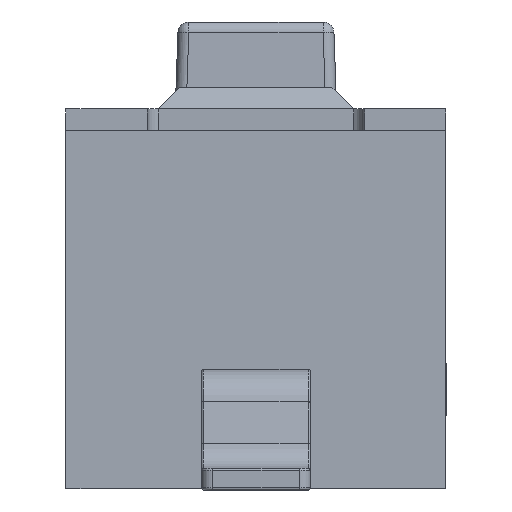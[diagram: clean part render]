
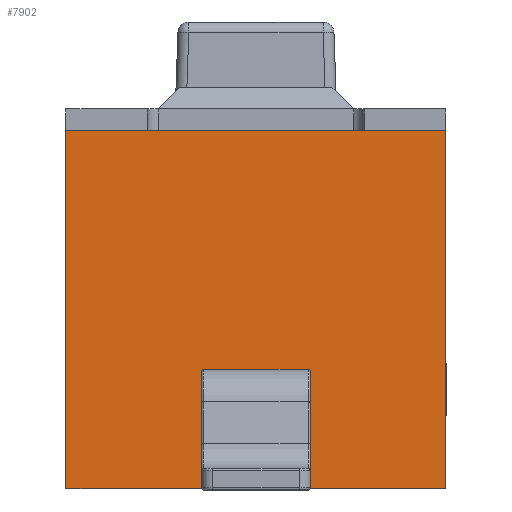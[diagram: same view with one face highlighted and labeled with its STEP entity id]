
A CAD part, left-side view. The second image highlights one B-rep face of the part: STEP entity #7902.
In plain terms, the highlighted planar face has unit normal (-1, 0, 0).
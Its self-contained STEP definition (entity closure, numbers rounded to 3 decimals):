
#374 = ORIENTED_EDGE ( 'NONE', *, *, #9837, .T. ) ;
#381 = LINE ( 'NONE', #12951, #15573 ) ;
#389 = ORIENTED_EDGE ( 'NONE', *, *, #6345, .F. ) ;
#542 = VERTEX_POINT ( 'NONE', #9644 ) ;
#641 = VERTEX_POINT ( 'NONE', #7266 ) ;
#787 = EDGE_CURVE ( 'NONE', #5787, #10781, #381, .T. ) ;
#983 = EDGE_CURVE ( 'NONE', #17375, #11888, #3342, .T. ) ;
#1173 = ORIENTED_EDGE ( 'NONE', *, *, #3131, .T. ) ;
#1296 = VECTOR ( 'NONE', #9322, 1000. ) ;
#1308 = EDGE_CURVE ( 'NONE', #17512, #12043, #16495, .T. ) ;
#1396 = CARTESIAN_POINT ( 'NONE',  ( -3., 0.48, 1.08 ) ) ;
#1483 = CARTESIAN_POINT ( 'NONE',  ( -3., 0.48, 0.92 ) ) ;
#1579 = VERTEX_POINT ( 'NONE', #14806 ) ;
#1623 = ORIENTED_EDGE ( 'NONE', *, *, #1308, .F. ) ;
#1641 = VECTOR ( 'NONE', #18670, 1000. ) ;
#2376 = AXIS2_PLACEMENT_3D ( 'NONE', #6193, #6499, #3136 ) ;
#2631 = AXIS2_PLACEMENT_3D ( 'NONE', #18999, #15566, #20244 ) ;
#2848 = EDGE_CURVE ( 'NONE', #3391, #18319, #17338, .T. ) ;
#2849 = PLANE ( 'NONE',  #20257 ) ;
#2871 = CARTESIAN_POINT ( 'NONE',  ( -3., 0.5, 0.9 ) ) ;
#3131 = EDGE_CURVE ( 'NONE', #12829, #17240, #5693, .T. ) ;
#3136 = DIRECTION ( 'NONE',  ( 0., 1., 0. ) ) ;
#3180 = VERTEX_POINT ( 'NONE', #14513 ) ;
#3342 = CIRCLE ( 'NONE', #12116, 0.02 ) ;
#3391 = VERTEX_POINT ( 'NONE', #4713 ) ;
#3459 = CARTESIAN_POINT ( 'NONE',  ( -3., 0.5, 0. ) ) ;
#3807 = DIRECTION ( 'NONE',  ( 0., -1., 0. ) ) ;
#4509 = ORIENTED_EDGE ( 'NONE', *, *, #5573, .F. ) ;
#4713 = CARTESIAN_POINT ( 'NONE',  ( -3., 0.48, 0.9 ) ) ;
#4748 = DIRECTION ( 'NONE',  ( 0., 1., 0. ) ) ;
#4801 = DIRECTION ( 'NONE',  ( 0., -1., 0. ) ) ;
#5368 = CARTESIAN_POINT ( 'NONE',  ( -3., -0.5, 1.1 ) ) ;
#5559 = VECTOR ( 'NONE', #3807, 1000. ) ;
#5573 = EDGE_CURVE ( 'NONE', #12043, #17240, #17238, .T. ) ;
#5670 = DIRECTION ( 'NONE',  ( 0., 1., 0. ) ) ;
#5693 = LINE ( 'NONE', #12147, #1641 ) ;
#5787 = VERTEX_POINT ( 'NONE', #17021 ) ;
#5936 = DIRECTION ( 'NONE',  ( 1., 0., 0. ) ) ;
#6193 = CARTESIAN_POINT ( 'NONE',  ( -3., -0.48, 0.92 ) ) ;
#6291 = ORIENTED_EDGE ( 'NONE', *, *, #16657, .F. ) ;
#6345 = EDGE_CURVE ( 'NONE', #17375, #20129, #8850, .T. ) ;
#6499 = DIRECTION ( 'NONE',  ( 1., 0., 0. ) ) ;
#6845 = VECTOR ( 'NONE', #14356, 1000. ) ;
#7266 = CARTESIAN_POINT ( 'NONE',  ( -3., 0.5, 0.2 ) ) ;
#7342 = DIRECTION ( 'NONE',  ( 0., 0., -1. ) ) ;
#7391 = DIRECTION ( 'NONE',  ( 0., 0., 1. ) ) ;
#7652 = CARTESIAN_POINT ( 'NONE',  ( -3., -0.5, 0.2 ) ) ;
#7885 = VERTEX_POINT ( 'NONE', #16067 ) ;
#7902 = ADVANCED_FACE ( 'NONE', ( #18882, #9521 ), #2849, .F. ) ;
#8148 = ORIENTED_EDGE ( 'NONE', *, *, #12836, .T. ) ;
#8168 = VECTOR ( 'NONE', #15580, 1000. ) ;
#8260 = CARTESIAN_POINT ( 'NONE',  ( -3., 0.5, 1.08 ) ) ;
#8382 = ORIENTED_EDGE ( 'NONE', *, *, #11532, .T. ) ;
#8439 = EDGE_CURVE ( 'NONE', #3180, #641, #17459, .T. ) ;
#8802 = CIRCLE ( 'NONE', #2376, 0.02 ) ;
#8827 = CARTESIAN_POINT ( 'NONE',  ( -3., 1.75, 3.3 ) ) ;
#8850 = LINE ( 'NONE', #10357, #13608 ) ;
#8953 = EDGE_CURVE ( 'NONE', #7885, #11888, #13746, .T. ) ;
#9322 = DIRECTION ( 'NONE',  ( 0., -1., 0. ) ) ;
#9384 = CIRCLE ( 'NONE', #2631, 0.02 ) ;
#9509 = CARTESIAN_POINT ( 'NONE',  ( -3., 1.75, 3.3 ) ) ;
#9521 = FACE_OUTER_BOUND ( 'NONE', #13766, .T. ) ;
#9644 = CARTESIAN_POINT ( 'NONE',  ( -3., -0.5, 0.92 ) ) ;
#9837 = EDGE_CURVE ( 'NONE', #3391, #20129, #15290, .T. ) ;
#9882 = CARTESIAN_POINT ( 'NONE',  ( -3., -0.48, 0.9 ) ) ;
#10004 = ORIENTED_EDGE ( 'NONE', *, *, #2848, .F. ) ;
#10233 = EDGE_CURVE ( 'NONE', #17512, #5787, #15489, .T. ) ;
#10266 = ORIENTED_EDGE ( 'NONE', *, *, #10384, .T. ) ;
#10357 = CARTESIAN_POINT ( 'NONE',  ( -3., 0.5, 1.1 ) ) ;
#10369 = ORIENTED_EDGE ( 'NONE', *, *, #8439, .F. ) ;
#10384 = EDGE_CURVE ( 'NONE', #3180, #12829, #19023, .T. ) ;
#10721 = LINE ( 'NONE', #17141, #8168 ) ;
#10781 = VERTEX_POINT ( 'NONE', #3459 ) ;
#11139 = CARTESIAN_POINT ( 'NONE',  ( -3., -1.75, 0. ) ) ;
#11332 = ORIENTED_EDGE ( 'NONE', *, *, #8953, .F. ) ;
#11418 = VECTOR ( 'NONE', #14115, 1000. ) ;
#11423 = DIRECTION ( 'NONE',  ( 1., 0., 0. ) ) ;
#11532 = EDGE_CURVE ( 'NONE', #7885, #1579, #9384, .T. ) ;
#11842 = CARTESIAN_POINT ( 'NONE',  ( -3., -1.75, 3.3 ) ) ;
#11888 = VERTEX_POINT ( 'NONE', #16134 ) ;
#12043 = VERTEX_POINT ( 'NONE', #17956 ) ;
#12116 = AXIS2_PLACEMENT_3D ( 'NONE', #1396, #5936, #17045 ) ;
#12147 = CARTESIAN_POINT ( 'NONE',  ( -3., -1.75, 0. ) ) ;
#12470 = ORIENTED_EDGE ( 'NONE', *, *, #787, .T. ) ;
#12754 = VECTOR ( 'NONE', #7342, 1000. ) ;
#12829 = VERTEX_POINT ( 'NONE', #14968 ) ;
#12836 = EDGE_CURVE ( 'NONE', #542, #18319, #8802, .T. ) ;
#12890 = AXIS2_PLACEMENT_3D ( 'NONE', #1483, #11423, #4748 ) ;
#12951 = CARTESIAN_POINT ( 'NONE',  ( -3., -1.75, 0. ) ) ;
#13514 = DIRECTION ( 'NONE',  ( 0., 0., -1. ) ) ;
#13608 = VECTOR ( 'NONE', #13514, 1000. ) ;
#13746 = LINE ( 'NONE', #20120, #14617 ) ;
#13766 = EDGE_LOOP ( 'NONE', ( #12470, #14024, #10369, #10266, #1173, #4509, #1623, #19760 ) ) ;
#14024 = ORIENTED_EDGE ( 'NONE', *, *, #14272, .F. ) ;
#14115 = DIRECTION ( 'NONE',  ( 0., 0., -1. ) ) ;
#14193 = DIRECTION ( 'NONE',  ( 1., 0., 0. ) ) ;
#14272 = EDGE_CURVE ( 'NONE', #641, #10781, #10721, .T. ) ;
#14305 = CARTESIAN_POINT ( 'NONE',  ( -3., -1.75, 3.3 ) ) ;
#14356 = DIRECTION ( 'NONE',  ( 0., 1., 0. ) ) ;
#14513 = CARTESIAN_POINT ( 'NONE',  ( -3., -0.5, 0.2 ) ) ;
#14617 = VECTOR ( 'NONE', #5670, 1000. ) ;
#14806 = CARTESIAN_POINT ( 'NONE',  ( -3., -0.5, 1.08 ) ) ;
#14968 = CARTESIAN_POINT ( 'NONE',  ( -3., -0.5, 0. ) ) ;
#15290 = CIRCLE ( 'NONE', #12890, 0.02 ) ;
#15455 = ORIENTED_EDGE ( 'NONE', *, *, #983, .T. ) ;
#15489 = LINE ( 'NONE', #8827, #12754 ) ;
#15566 = DIRECTION ( 'NONE',  ( 1., 0., 0. ) ) ;
#15573 = VECTOR ( 'NONE', #4801, 1000. ) ;
#15580 = DIRECTION ( 'NONE',  ( 0., 0., -1. ) ) ;
#15581 = DIRECTION ( 'NONE',  ( 0., 0., -1. ) ) ;
#15905 = CARTESIAN_POINT ( 'NONE',  ( -3., 0.5, 0.2 ) ) ;
#16067 = CARTESIAN_POINT ( 'NONE',  ( -3., -0.48, 1.1 ) ) ;
#16134 = CARTESIAN_POINT ( 'NONE',  ( -3., 0.48, 1.1 ) ) ;
#16420 = CARTESIAN_POINT ( 'NONE',  ( -3., 0.5, 0.92 ) ) ;
#16495 = LINE ( 'NONE', #11842, #5559 ) ;
#16657 = EDGE_CURVE ( 'NONE', #542, #1579, #19804, .T. ) ;
#17021 = CARTESIAN_POINT ( 'NONE',  ( -3., 1.75, 0. ) ) ;
#17045 = DIRECTION ( 'NONE',  ( 0., 1., 0. ) ) ;
#17141 = CARTESIAN_POINT ( 'NONE',  ( -3., 0.5, 0.2 ) ) ;
#17238 = LINE ( 'NONE', #18098, #19143 ) ;
#17240 = VERTEX_POINT ( 'NONE', #11139 ) ;
#17279 = EDGE_LOOP ( 'NONE', ( #6291, #8148, #10004, #374, #389, #15455, #11332, #8382 ) ) ;
#17338 = LINE ( 'NONE', #2871, #1296 ) ;
#17375 = VERTEX_POINT ( 'NONE', #8260 ) ;
#17459 = LINE ( 'NONE', #15905, #6845 ) ;
#17512 = VERTEX_POINT ( 'NONE', #9509 ) ;
#17618 = DIRECTION ( 'NONE',  ( 0., 1., 0. ) ) ;
#17956 = CARTESIAN_POINT ( 'NONE',  ( -3., -1.75, 3.3 ) ) ;
#18098 = CARTESIAN_POINT ( 'NONE',  ( -3., -1.75, 3.3 ) ) ;
#18319 = VERTEX_POINT ( 'NONE', #9882 ) ;
#18670 = DIRECTION ( 'NONE',  ( 0., -1., 0. ) ) ;
#18882 = FACE_BOUND ( 'NONE', #17279, .T. ) ;
#18999 = CARTESIAN_POINT ( 'NONE',  ( -3., -0.48, 1.08 ) ) ;
#19023 = LINE ( 'NONE', #7652, #11418 ) ;
#19143 = VECTOR ( 'NONE', #15581, 1000. ) ;
#19760 = ORIENTED_EDGE ( 'NONE', *, *, #10233, .T. ) ;
#19804 = LINE ( 'NONE', #5368, #20717 ) ;
#20120 = CARTESIAN_POINT ( 'NONE',  ( -3., 0.5, 1.1 ) ) ;
#20129 = VERTEX_POINT ( 'NONE', #16420 ) ;
#20244 = DIRECTION ( 'NONE',  ( 0., 1., 0. ) ) ;
#20257 = AXIS2_PLACEMENT_3D ( 'NONE', #14305, #14193, #17618 ) ;
#20717 = VECTOR ( 'NONE', #7391, 1000. ) ;
